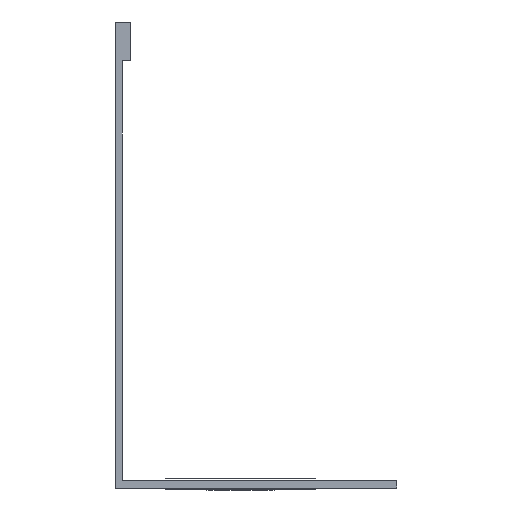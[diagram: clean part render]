
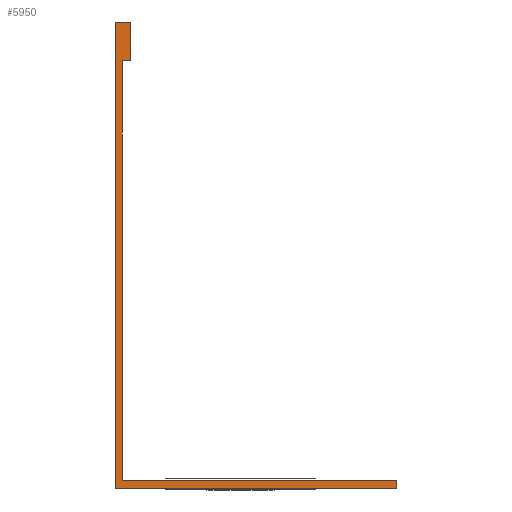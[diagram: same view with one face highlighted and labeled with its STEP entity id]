
A CAD part, left-side view. The second image highlights one B-rep face of the part: STEP entity #5950.
In plain terms, the highlighted planar face has unit normal (-1, 0, 0).
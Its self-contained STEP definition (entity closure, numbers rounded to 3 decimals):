
#1014=FACE_OUTER_BOUND('',#1174,.T.);
#1174=EDGE_LOOP('',(#4686,#4687,#4688,#4689,#4690,#4691,#4692,#4693));
#1326=LINE('',#8774,#1890);
#1330=LINE('',#8782,#1894);
#1333=LINE('',#8788,#1897);
#1336=LINE('',#8794,#1900);
#1339=LINE('',#8800,#1903);
#1342=LINE('',#8806,#1906);
#1345=LINE('',#8812,#1909);
#1348=LINE('',#8817,#1912);
#1890=VECTOR('',#6808,1.);
#1894=VECTOR('',#6814,1.);
#1897=VECTOR('',#6819,1.);
#1900=VECTOR('',#6824,1.);
#1903=VECTOR('',#6829,1.);
#1906=VECTOR('',#6834,1.);
#1909=VECTOR('',#6839,1.);
#1912=VECTOR('',#6844,1.);
#2454=VERTEX_POINT('',#8772);
#2455=VERTEX_POINT('',#8773);
#2458=VERTEX_POINT('',#8781);
#2460=VERTEX_POINT('',#8787);
#2462=VERTEX_POINT('',#8793);
#2464=VERTEX_POINT('',#8799);
#2466=VERTEX_POINT('',#8805);
#2468=VERTEX_POINT('',#8811);
#3550=EDGE_CURVE('',#2454,#2455,#1326,.T.);
#3554=EDGE_CURVE('',#2455,#2458,#1330,.T.);
#3557=EDGE_CURVE('',#2458,#2460,#1333,.T.);
#3560=EDGE_CURVE('',#2460,#2462,#1336,.T.);
#3563=EDGE_CURVE('',#2462,#2464,#1339,.T.);
#3566=EDGE_CURVE('',#2464,#2466,#1342,.T.);
#3569=EDGE_CURVE('',#2466,#2468,#1345,.T.);
#3572=EDGE_CURVE('',#2468,#2454,#1348,.T.);
#4686=ORIENTED_EDGE('',*,*,#3572,.T.);
#4687=ORIENTED_EDGE('',*,*,#3550,.T.);
#4688=ORIENTED_EDGE('',*,*,#3554,.T.);
#4689=ORIENTED_EDGE('',*,*,#3557,.T.);
#4690=ORIENTED_EDGE('',*,*,#3560,.T.);
#4691=ORIENTED_EDGE('',*,*,#3563,.T.);
#4692=ORIENTED_EDGE('',*,*,#3566,.T.);
#4693=ORIENTED_EDGE('',*,*,#3569,.T.);
#5790=PLANE('',#6112);
#5950=ADVANCED_FACE('',(#1014),#5790,.F.);
#6112=AXIS2_PLACEMENT_3D('',#8819,#6846,#6847);
#6808=DIRECTION('',(0.,0.,1.));
#6814=DIRECTION('',(0.,1.,0.));
#6819=DIRECTION('',(0.,0.,-1.));
#6824=DIRECTION('',(0.,-1.,0.));
#6829=DIRECTION('',(0.,0.,1.));
#6834=DIRECTION('',(0.,1.,0.));
#6839=DIRECTION('',(0.,0.,1.));
#6844=DIRECTION('',(0.,-1.,0.));
#6846=DIRECTION('center_axis',(1.,0.,0.));
#6847=DIRECTION('ref_axis',(0.,0.,-1.));
#8772=CARTESIAN_POINT('',(9.435,3.989,44.));
#8773=CARTESIAN_POINT('',(9.435,3.989,48.));
#8774=CARTESIAN_POINT('',(9.435,3.989,44.));
#8781=CARTESIAN_POINT('',(9.435,5.589,48.));
#8782=CARTESIAN_POINT('',(9.435,3.989,48.));
#8787=CARTESIAN_POINT('',(9.435,5.589,0.));
#8788=CARTESIAN_POINT('',(9.435,5.589,48.));
#8793=CARTESIAN_POINT('',(9.435,-23.411,0.));
#8794=CARTESIAN_POINT('',(9.435,5.589,0.));
#8799=CARTESIAN_POINT('',(9.435,-23.411,0.75));
#8800=CARTESIAN_POINT('',(9.435,-23.411,0.));
#8805=CARTESIAN_POINT('',(9.435,4.839,0.75));
#8806=CARTESIAN_POINT('',(9.435,-23.411,0.75));
#8811=CARTESIAN_POINT('',(9.435,4.839,44.));
#8812=CARTESIAN_POINT('',(9.435,4.839,0.75));
#8817=CARTESIAN_POINT('',(9.435,4.839,44.));
#8819=CARTESIAN_POINT('Origin',(9.435,-0.215,15.667));
